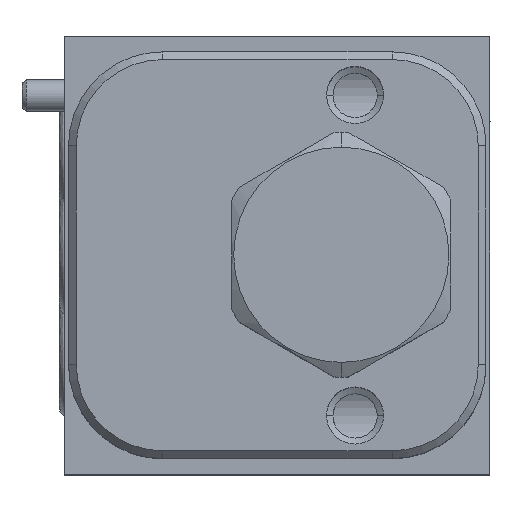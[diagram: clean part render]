
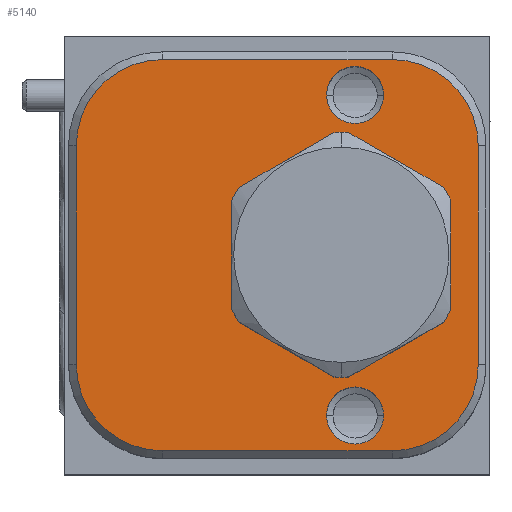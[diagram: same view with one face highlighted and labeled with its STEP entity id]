
A CAD part, top view. The second image highlights one B-rep face of the part: STEP entity #5140.
In plain terms, the highlighted planar face has unit normal (0, 0, 1).
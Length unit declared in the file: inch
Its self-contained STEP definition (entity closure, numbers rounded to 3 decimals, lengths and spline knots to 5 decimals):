
#702=CARTESIAN_POINT('',(1.309,-1.313,4.25));
#703=DIRECTION('',(0.,0.,-1.));
#704=DIRECTION('',(1.,0.,0.));
#705=AXIS2_PLACEMENT_3D('',#702,#703,#704);
#716=CARTESIAN_POINT('',(1.106,-0.875,4.25));
#717=DIRECTION('',(0.,0.,-1.));
#718=DIRECTION('',(-1.,0.,0.));
#719=AXIS2_PLACEMENT_3D('',#716,#717,#718);
#721=CARTESIAN_POINT('',(1.106,-0.875,4.25));
#722=DIRECTION('',(0.,0.,-1.));
#723=DIRECTION('',(1.,0.,0.));
#724=AXIS2_PLACEMENT_3D('',#721,#722,#723);
#726=CARTESIAN_POINT('',(1.161,-1.516,4.25));
#727=DIRECTION('',(0.,0.,-1.));
#728=DIRECTION('',(-1.,0.,0.));
#729=AXIS2_PLACEMENT_3D('',#726,#727,#728);
#731=CARTESIAN_POINT('',(1.161,-1.516,4.25));
#732=DIRECTION('',(0.,0.,-1.));
#733=DIRECTION('',(1.,0.,0.));
#734=AXIS2_PLACEMENT_3D('',#731,#732,#733);
#736=CARTESIAN_POINT('',(1.161,-0.235,4.25));
#737=DIRECTION('',(0.,0.,-1.));
#738=DIRECTION('',(-1.,0.,0.));
#739=AXIS2_PLACEMENT_3D('',#736,#737,#738);
#741=CARTESIAN_POINT('',(1.161,-0.235,4.25));
#742=DIRECTION('',(0.,0.,-1.));
#743=DIRECTION('',(1.,0.,0.));
#744=AXIS2_PLACEMENT_3D('',#741,#742,#743);
#3752=DIRECTION('',(-1.,0.,0.));
#3753=VECTOR('',#3752,0.918);
#3754=CARTESIAN_POINT('',(1.309,-1.657,4.25));
#3755=LINE('',#3754,#3753);
#3772=CARTESIAN_POINT('',(0.391,-1.313,4.25));
#3773=DIRECTION('',(0.,0.,-1.));
#3774=DIRECTION('',(0.,-1.,0.));
#3775=AXIS2_PLACEMENT_3D('',#3772,#3773,#3774);
#3790=DIRECTION('',(0.,1.,0.));
#3791=VECTOR('',#3790,0.875);
#3792=CARTESIAN_POINT('',(0.047,-1.313,4.25));
#3793=LINE('',#3792,#3791);
#3806=CARTESIAN_POINT('',(0.391,-0.438,4.25));
#3807=DIRECTION('',(0.,0.,-1.));
#3808=DIRECTION('',(-1.,0.,0.));
#3809=AXIS2_PLACEMENT_3D('',#3806,#3807,#3808);
#3820=DIRECTION('',(1.,0.,0.));
#3821=VECTOR('',#3820,0.918);
#3822=CARTESIAN_POINT('',(0.391,-0.094,4.25));
#3823=LINE('',#3822,#3821);
#3840=CARTESIAN_POINT('',(1.309,-0.438,4.25));
#3841=DIRECTION('',(0.,0.,-1.));
#3842=DIRECTION('',(0.,1.,0.));
#3843=AXIS2_PLACEMENT_3D('',#3840,#3841,#3842);
#3854=DIRECTION('',(0.,-1.,0.));
#3855=VECTOR('',#3854,0.875);
#3856=CARTESIAN_POINT('',(1.653,-0.438,4.25));
#3857=LINE('',#3856,#3855);
#4251=CARTESIAN_POINT('',(1.5365,-0.875,4.25));
#4252=VERTEX_POINT('',#4251);
#4263=CARTESIAN_POINT('',(0.6755,-0.875,4.25));
#4264=VERTEX_POINT('',#4263);
#4283=CARTESIAN_POINT('',(1.047,-1.516,4.25));
#4284=CARTESIAN_POINT('',(1.275,-1.516,4.25));
#4285=VERTEX_POINT('',#4283);
#4286=VERTEX_POINT('',#4284);
#4299=CARTESIAN_POINT('',(1.047,-0.235,4.25));
#4300=CARTESIAN_POINT('',(1.275,-0.235,4.25));
#4301=VERTEX_POINT('',#4299);
#4302=VERTEX_POINT('',#4300);
#4335=CARTESIAN_POINT('',(0.047,-1.313,4.25));
#4336=CARTESIAN_POINT('',(0.047,-0.438,4.25));
#4337=VERTEX_POINT('',#4335);
#4338=VERTEX_POINT('',#4336);
#4343=CARTESIAN_POINT('',(0.391,-0.094,4.25));
#4344=VERTEX_POINT('',#4343);
#4347=CARTESIAN_POINT('',(1.309,-0.094,4.25));
#4348=VERTEX_POINT('',#4347);
#4351=CARTESIAN_POINT('',(1.653,-0.438,4.25));
#4352=VERTEX_POINT('',#4351);
#4355=CARTESIAN_POINT('',(1.653,-1.313,4.25));
#4356=VERTEX_POINT('',#4355);
#4359=CARTESIAN_POINT('',(1.309,-1.657,4.25));
#4360=VERTEX_POINT('',#4359);
#4363=CARTESIAN_POINT('',(0.391,-1.657,4.25));
#4364=VERTEX_POINT('',#4363);
#5100=CARTESIAN_POINT('',(0.,0.,4.25));
#5101=DIRECTION('',(0.,0.,1.));
#5102=DIRECTION('',(1.,0.,0.));
#5103=AXIS2_PLACEMENT_3D('',#5100,#5101,#5102);
#5104=PLANE('',#5103);
#5105=ORIENTED_EDGE('',*,*,#5090,.T.);
#5107=ORIENTED_EDGE('',*,*,#5106,.T.);
#5109=ORIENTED_EDGE('',*,*,#5108,.T.);
#5111=ORIENTED_EDGE('',*,*,#5110,.T.);
#5113=ORIENTED_EDGE('',*,*,#5112,.T.);
#5115=ORIENTED_EDGE('',*,*,#5114,.T.);
#5117=ORIENTED_EDGE('',*,*,#5116,.T.);
#5119=ORIENTED_EDGE('',*,*,#5118,.T.);
#5120=EDGE_LOOP('',(#5105,#5107,#5109,#5111,#5113,#5115,#5117,#5119));
#5121=FACE_OUTER_BOUND('',#5120,.F.);
#5123=ORIENTED_EDGE('',*,*,#5122,.F.);
#5125=ORIENTED_EDGE('',*,*,#5124,.F.);
#5126=EDGE_LOOP('',(#5123,#5125));
#5127=FACE_BOUND('',#5126,.F.);
#5129=ORIENTED_EDGE('',*,*,#5128,.F.);
#5131=ORIENTED_EDGE('',*,*,#5130,.F.);
#5132=EDGE_LOOP('',(#5129,#5131));
#5133=FACE_BOUND('',#5132,.F.);
#5135=ORIENTED_EDGE('',*,*,#5134,.F.);
#5137=ORIENTED_EDGE('',*,*,#5136,.F.);
#5138=EDGE_LOOP('',(#5135,#5137));
#5139=FACE_BOUND('',#5138,.F.);
#5140=ADVANCED_FACE('',(#5121,#5127,#5133,#5139),#5104,.T.);
#706=CIRCLE('',#705,0.344);
#720=CIRCLE('',#719,0.4305);
#725=CIRCLE('',#724,0.4305);
#730=CIRCLE('',#729,0.114);
#735=CIRCLE('',#734,0.114);
#740=CIRCLE('',#739,0.114);
#745=CIRCLE('',#744,0.114);
#3776=CIRCLE('',#3775,0.344);
#3810=CIRCLE('',#3809,0.344);
#3844=CIRCLE('',#3843,0.344);
#5090=EDGE_CURVE('',#4356,#4360,#706,.T.);
#5106=EDGE_CURVE('',#4360,#4364,#3755,.T.);
#5108=EDGE_CURVE('',#4364,#4337,#3776,.T.);
#5110=EDGE_CURVE('',#4337,#4338,#3793,.T.);
#5112=EDGE_CURVE('',#4338,#4344,#3810,.T.);
#5114=EDGE_CURVE('',#4344,#4348,#3823,.T.);
#5116=EDGE_CURVE('',#4348,#4352,#3844,.T.);
#5118=EDGE_CURVE('',#4352,#4356,#3857,.T.);
#5122=EDGE_CURVE('',#4285,#4286,#730,.T.);
#5124=EDGE_CURVE('',#4286,#4285,#735,.T.);
#5128=EDGE_CURVE('',#4301,#4302,#740,.T.);
#5130=EDGE_CURVE('',#4302,#4301,#745,.T.);
#5134=EDGE_CURVE('',#4264,#4252,#720,.T.);
#5136=EDGE_CURVE('',#4252,#4264,#725,.T.);
